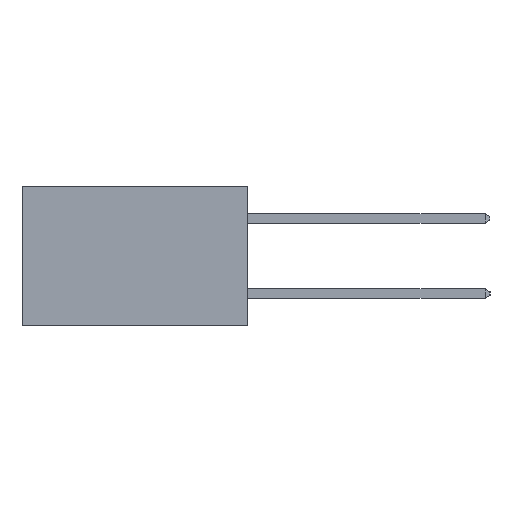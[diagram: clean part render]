
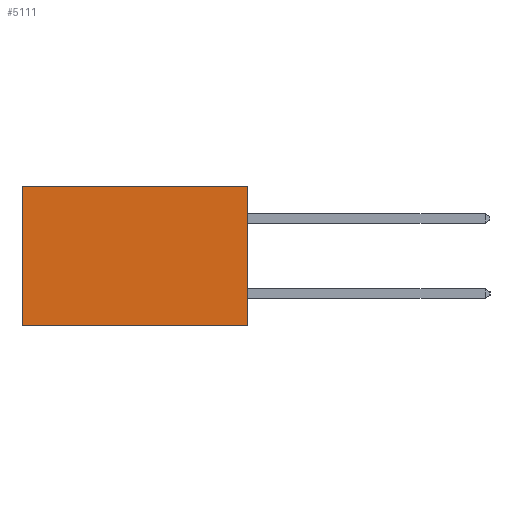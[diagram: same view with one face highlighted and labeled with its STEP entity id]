
A CAD part, left-side view. The second image highlights one B-rep face of the part: STEP entity #5111.
In plain terms, the highlighted planar face has unit normal (-1, 0, 0).
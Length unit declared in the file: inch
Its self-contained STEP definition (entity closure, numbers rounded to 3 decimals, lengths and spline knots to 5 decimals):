
#375 = CARTESIAN_POINT ( 'NONE',  ( 0.2615, 0.6, -0.37 ) ) ;
#490 = DIRECTION ( 'NONE',  ( 1., 0., 0. ) ) ;
#995 = ORIENTED_EDGE ( 'NONE', *, *, #5760, .F. ) ;
#1446 = VERTEX_POINT ( 'NONE', #14087 ) ;
#2292 = VERTEX_POINT ( 'NONE', #15455 ) ;
#3331 = DIRECTION ( 'NONE',  ( 0., 1., 0. ) ) ;
#3394 = ORIENTED_EDGE ( 'NONE', *, *, #15222, .F. ) ;
#3541 = CARTESIAN_POINT ( 'NONE',  ( 0.2615, 0., -0.37 ) ) ;
#3621 = CARTESIAN_POINT ( 'NONE',  ( 0.2615, 0., 0. ) ) ;
#3665 = LINE ( 'NONE', #14606, #7310 ) ;
#3864 = LINE ( 'NONE', #12512, #11540 ) ;
#5111 = ADVANCED_FACE ( 'NONE', ( #16475 ), #18655, .F. ) ;
#5760 = EDGE_CURVE ( 'NONE', #2292, #12472, #17168, .T. ) ;
#6656 = LINE ( 'NONE', #3621, #17256 ) ;
#7310 = VECTOR ( 'NONE', #8642, 39.37008 ) ;
#8490 = CARTESIAN_POINT ( 'NONE',  ( 0.2615, 0., -0.37 ) ) ;
#8642 = DIRECTION ( 'NONE',  ( 0., 0., -1. ) ) ;
#10009 = DIRECTION ( 'NONE',  ( 0., 0., -1. ) ) ;
#10038 = ORIENTED_EDGE ( 'NONE', *, *, #18564, .T. ) ;
#10333 = EDGE_LOOP ( 'NONE', ( #14045, #3394, #995, #10038 ) ) ;
#11272 = DIRECTION ( 'NONE',  ( 0., 0., -1. ) ) ;
#11344 = DIRECTION ( 'NONE',  ( 0., 1., 0. ) ) ;
#11540 = VECTOR ( 'NONE', #3331, 39.37008 ) ;
#11974 = EDGE_CURVE ( 'NONE', #1446, #14093, #3665, .T. ) ;
#12472 = VERTEX_POINT ( 'NONE', #3541 ) ;
#12512 = CARTESIAN_POINT ( 'NONE',  ( 0.2615, 0., -0.37 ) ) ;
#13674 = VECTOR ( 'NONE', #10009, 39.37008 ) ;
#14045 = ORIENTED_EDGE ( 'NONE', *, *, #11974, .T. ) ;
#14087 = CARTESIAN_POINT ( 'NONE',  ( 0.2615, 0.6, 0. ) ) ;
#14093 = VERTEX_POINT ( 'NONE', #375 ) ;
#14161 = CARTESIAN_POINT ( 'NONE',  ( 0.2615, 0., -0.37 ) ) ;
#14606 = CARTESIAN_POINT ( 'NONE',  ( 0.2615, 0.6, -0.37 ) ) ;
#15222 = EDGE_CURVE ( 'NONE', #12472, #14093, #3864, .T. ) ;
#15455 = CARTESIAN_POINT ( 'NONE',  ( 0.2615, 0., 0. ) ) ;
#16475 = FACE_OUTER_BOUND ( 'NONE', #10333, .T. ) ;
#17052 = AXIS2_PLACEMENT_3D ( 'NONE', #14161, #490, #11272 ) ;
#17168 = LINE ( 'NONE', #8490, #13674 ) ;
#17256 = VECTOR ( 'NONE', #11344, 39.37008 ) ;
#18564 = EDGE_CURVE ( 'NONE', #2292, #1446, #6656, .T. ) ;
#18655 = PLANE ( 'NONE',  #17052 ) ;
